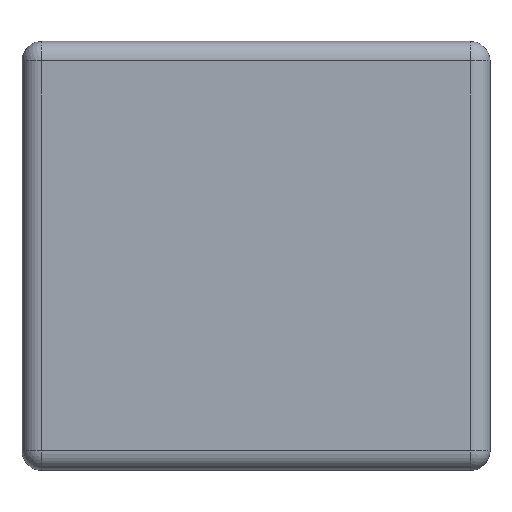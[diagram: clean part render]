
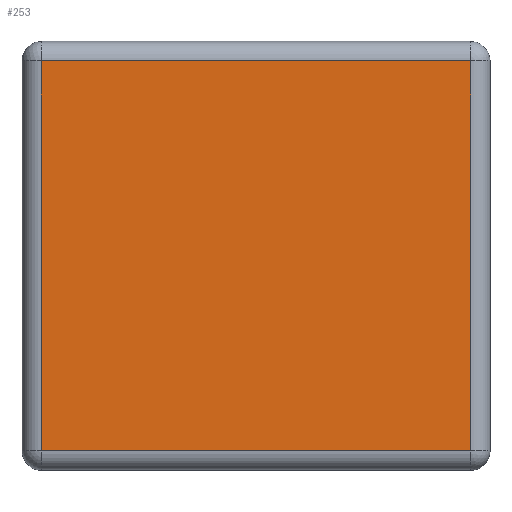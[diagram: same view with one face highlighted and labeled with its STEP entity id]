
A CAD part, top view. The second image highlights one B-rep face of the part: STEP entity #253.
In plain terms, the highlighted planar face has unit normal (0, 0, 1).
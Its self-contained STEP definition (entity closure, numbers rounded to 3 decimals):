
#34=LINE('',#436,#54);
#35=LINE('',#439,#55);
#36=LINE('',#441,#56);
#37=LINE('',#443,#57);
#54=VECTOR('',#343,1000.);
#55=VECTOR('',#344,1000.);
#56=VECTOR('',#345,1000.);
#57=VECTOR('',#346,1000.);
#80=ORIENTED_EDGE('',*,*,#150,.F.);
#81=ORIENTED_EDGE('',*,*,#151,.F.);
#82=ORIENTED_EDGE('',*,*,#152,.F.);
#83=ORIENTED_EDGE('',*,*,#153,.F.);
#150=EDGE_CURVE('',#184,#185,#34,.T.);
#151=EDGE_CURVE('',#186,#184,#35,.T.);
#152=EDGE_CURVE('',#187,#186,#36,.T.);
#153=EDGE_CURVE('',#185,#187,#37,.T.);
#184=VERTEX_POINT('',#437);
#185=VERTEX_POINT('',#438);
#186=VERTEX_POINT('',#440);
#187=VERTEX_POINT('',#442);
#211=EDGE_LOOP('',(#80,#81,#82,#83));
#229=FACE_BOUND('',#211,.T.);
#247=PLANE('',#288);
#253=ADVANCED_FACE('',(#229),#247,.T.);
#288=AXIS2_PLACEMENT_3D('',#435,#341,#342);
#341=DIRECTION('',(0.,0.,1.));
#342=DIRECTION('',(1.,0.,0.));
#343=DIRECTION('',(0.,-1.,0.));
#344=DIRECTION('',(1.,0.,0.));
#345=DIRECTION('',(0.,1.,0.));
#346=DIRECTION('',(-1.,0.,0.));
#435=CARTESIAN_POINT('',(1.671,40.802,4.795));
#436=CARTESIAN_POINT('',(7.171,38.052,4.795));
#437=CARTESIAN_POINT('',(7.171,45.802,4.795));
#438=CARTESIAN_POINT('',(7.171,35.802,4.795));
#439=CARTESIAN_POINT('',(4.671,45.802,4.795));
#440=CARTESIAN_POINT('',(-3.829,45.802,4.795));
#441=CARTESIAN_POINT('',(-3.829,43.552,4.795));
#442=CARTESIAN_POINT('',(-3.829,35.802,4.795));
#443=CARTESIAN_POINT('',(-1.329,35.802,4.795));
